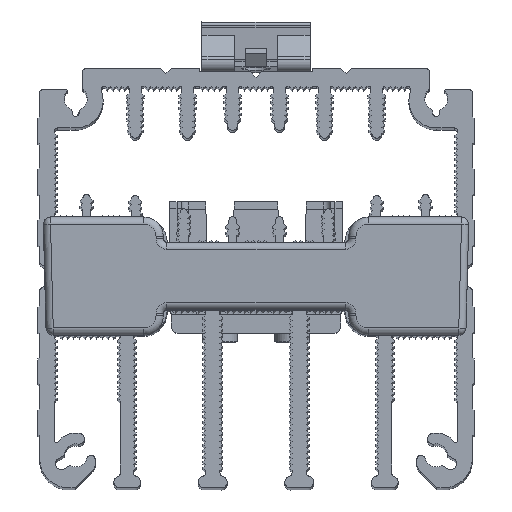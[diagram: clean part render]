
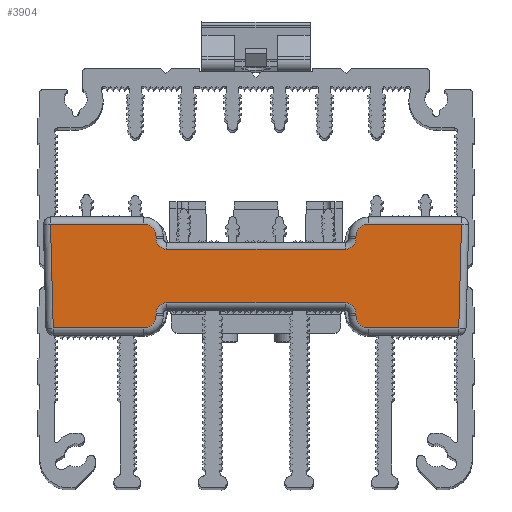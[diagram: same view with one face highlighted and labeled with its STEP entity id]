
A CAD part, top view. The second image highlights one B-rep face of the part: STEP entity #3904.
In plain terms, the highlighted planar face has unit normal (0, 0, 1).
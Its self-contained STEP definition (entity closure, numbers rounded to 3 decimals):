
#2032=DIRECTION('',(0.,1.,0.));
#2033=VECTOR('',#2032,0.299);
#2034=CARTESIAN_POINT('',(765.597,234.855,117.5));
#2035=LINE('',#2034,#2033);
#2067=DIRECTION('',(-1.,0.,0.));
#2068=VECTOR('',#2067,24.724);
#2069=CARTESIAN_POINT('',(764.097,236.654,117.5));
#2070=LINE('',#2069,#2068);
#2102=DIRECTION('',(0.,-1.,0.));
#2103=VECTOR('',#2102,0.299);
#2104=CARTESIAN_POINT('',(737.873,235.154,117.5));
#2105=LINE('',#2104,#2103);
#2433=DIRECTION('',(0.,1.,0.));
#2434=VECTOR('',#2433,0.299);
#2435=CARTESIAN_POINT('',(737.873,245.554,117.5));
#2436=LINE('',#2435,#2434);
#2437=CARTESIAN_POINT('',(739.373,245.554,117.5));
#2438=DIRECTION('',(0.,0.,-1.));
#2439=DIRECTION('',(0.,-1.,0.));
#2440=AXIS2_PLACEMENT_3D('',#2437,#2438,#2439);
#2442=CARTESIAN_POINT('',(764.097,245.554,117.5));
#2443=DIRECTION('',(0.,0.,-1.));
#2444=DIRECTION('',(1.,0.,0.));
#2445=AXIS2_PLACEMENT_3D('',#2442,#2443,#2444);
#2447=DIRECTION('',(0.,-1.,0.));
#2448=VECTOR('',#2447,0.299);
#2449=CARTESIAN_POINT('',(765.597,245.853,117.5));
#2450=LINE('',#2449,#2448);
#2451=CARTESIAN_POINT('',(767.297,245.853,117.5));
#2452=DIRECTION('',(0.,0.,1.));
#2453=DIRECTION('',(0.,1.,0.));
#2454=AXIS2_PLACEMENT_3D('',#2451,#2452,#2453);
#2456=DIRECTION('',(-1.,0.,0.));
#2457=VECTOR('',#2456,12.942);
#2458=CARTESIAN_POINT('',(780.239,247.553,117.5));
#2459=LINE('',#2458,#2457);
#2460=DIRECTION('',(0.026,1.,0.));
#2461=VECTOR('',#2460,14.403);
#2462=CARTESIAN_POINT('',(779.862,233.155,117.5));
#2463=LINE('',#2462,#2461);
#2464=DIRECTION('',(1.,0.,0.));
#2465=VECTOR('',#2464,12.565);
#2466=CARTESIAN_POINT('',(767.297,233.155,117.5));
#2467=LINE('',#2466,#2465);
#2468=CARTESIAN_POINT('',(767.297,234.855,117.5));
#2469=DIRECTION('',(0.,0.,1.));
#2470=DIRECTION('',(-1.,0.,0.));
#2471=AXIS2_PLACEMENT_3D('',#2468,#2469,#2470);
#2473=CARTESIAN_POINT('',(764.097,235.154,117.5));
#2474=DIRECTION('',(0.,0.,-1.));
#2475=DIRECTION('',(0.,1.,0.));
#2476=AXIS2_PLACEMENT_3D('',#2473,#2474,#2475);
#2478=CARTESIAN_POINT('',(739.373,235.154,117.5));
#2479=DIRECTION('',(0.,0.,-1.));
#2480=DIRECTION('',(-1.,0.,0.));
#2481=AXIS2_PLACEMENT_3D('',#2478,#2479,#2480);
#2483=CARTESIAN_POINT('',(736.173,234.855,117.5));
#2484=DIRECTION('',(0.,0.,1.));
#2485=DIRECTION('',(0.,-1.,0.));
#2486=AXIS2_PLACEMENT_3D('',#2483,#2484,#2485);
#2488=DIRECTION('',(1.,0.,0.));
#2489=VECTOR('',#2488,12.565);
#2490=CARTESIAN_POINT('',(723.608,233.155,117.5));
#2491=LINE('',#2490,#2489);
#2492=DIRECTION('',(0.026,-1.,0.));
#2493=VECTOR('',#2492,14.403);
#2494=CARTESIAN_POINT('',(723.231,247.553,117.5));
#2495=LINE('',#2494,#2493);
#2496=DIRECTION('',(-1.,0.,0.));
#2497=VECTOR('',#2496,12.942);
#2498=CARTESIAN_POINT('',(736.173,247.553,117.5));
#2499=LINE('',#2498,#2497);
#2500=CARTESIAN_POINT('',(736.173,245.853,117.5));
#2501=DIRECTION('',(0.,0.,1.));
#2502=DIRECTION('',(1.,0.,0.));
#2503=AXIS2_PLACEMENT_3D('',#2500,#2501,#2502);
#2594=DIRECTION('',(1.,0.,0.));
#2595=VECTOR('',#2594,24.724);
#2596=CARTESIAN_POINT('',(739.373,244.054,117.5));
#2597=LINE('',#2596,#2595);
#2772=CARTESIAN_POINT('',(723.231,247.553,117.5));
#2773=CARTESIAN_POINT('',(723.608,233.155,117.5));
#2774=VERTEX_POINT('',#2772);
#2775=VERTEX_POINT('',#2773);
#2776=CARTESIAN_POINT('',(779.862,233.155,117.5));
#2777=CARTESIAN_POINT('',(780.239,247.553,117.5));
#2778=VERTEX_POINT('',#2776);
#2779=VERTEX_POINT('',#2777);
#2924=CARTESIAN_POINT('',(767.297,233.155,117.5));
#2925=VERTEX_POINT('',#2924);
#2926=CARTESIAN_POINT('',(765.597,234.855,117.5));
#2927=VERTEX_POINT('',#2926);
#2928=CARTESIAN_POINT('',(765.597,235.154,117.5));
#2929=VERTEX_POINT('',#2928);
#2930=CARTESIAN_POINT('',(764.097,236.654,117.5));
#2931=VERTEX_POINT('',#2930);
#2932=CARTESIAN_POINT('',(739.373,236.654,117.5));
#2933=VERTEX_POINT('',#2932);
#2934=CARTESIAN_POINT('',(737.873,235.154,117.5));
#2935=VERTEX_POINT('',#2934);
#2936=CARTESIAN_POINT('',(737.873,234.855,117.5));
#2937=VERTEX_POINT('',#2936);
#2938=CARTESIAN_POINT('',(736.173,233.155,117.5));
#2939=VERTEX_POINT('',#2938);
#2940=CARTESIAN_POINT('',(736.173,247.553,117.5));
#2941=VERTEX_POINT('',#2940);
#2942=CARTESIAN_POINT('',(737.873,245.853,117.5));
#2943=VERTEX_POINT('',#2942);
#2944=CARTESIAN_POINT('',(737.873,245.554,117.5));
#2945=VERTEX_POINT('',#2944);
#2946=CARTESIAN_POINT('',(739.373,244.054,117.5));
#2947=VERTEX_POINT('',#2946);
#2948=CARTESIAN_POINT('',(764.097,244.054,117.5));
#2949=VERTEX_POINT('',#2948);
#2950=CARTESIAN_POINT('',(765.597,245.554,117.5));
#2951=VERTEX_POINT('',#2950);
#2952=CARTESIAN_POINT('',(765.597,245.853,117.5));
#2953=VERTEX_POINT('',#2952);
#2954=CARTESIAN_POINT('',(767.297,247.553,117.5));
#2955=VERTEX_POINT('',#2954);
#3867=CARTESIAN_POINT('',(722.661,233.011,117.5));
#3868=DIRECTION('',(0.,0.,1.));
#3869=DIRECTION('',(1.,0.,0.));
#3870=AXIS2_PLACEMENT_3D('',#3867,#3868,#3869);
#3871=PLANE('',#3870);
#3873=ORIENTED_EDGE('',*,*,#3872,.F.);
#3875=ORIENTED_EDGE('',*,*,#3874,.F.);
#3877=ORIENTED_EDGE('',*,*,#3876,.T.);
#3879=ORIENTED_EDGE('',*,*,#3878,.F.);
#3881=ORIENTED_EDGE('',*,*,#3880,.F.);
#3883=ORIENTED_EDGE('',*,*,#3882,.F.);
#3885=ORIENTED_EDGE('',*,*,#3884,.F.);
#3886=ORIENTED_EDGE('',*,*,#3851,.F.);
#3887=ORIENTED_EDGE('',*,*,#3259,.F.);
#3888=ORIENTED_EDGE('',*,*,#3277,.F.);
#3889=ORIENTED_EDGE('',*,*,#3318,.T.);
#3890=ORIENTED_EDGE('',*,*,#3333,.F.);
#3891=ORIENTED_EDGE('',*,*,#3374,.T.);
#3892=ORIENTED_EDGE('',*,*,#3389,.F.);
#3893=ORIENTED_EDGE('',*,*,#3430,.T.);
#3894=ORIENTED_EDGE('',*,*,#3445,.F.);
#3895=ORIENTED_EDGE('',*,*,#3486,.F.);
#3897=ORIENTED_EDGE('',*,*,#3896,.F.);
#3899=ORIENTED_EDGE('',*,*,#3898,.F.);
#3901=ORIENTED_EDGE('',*,*,#3900,.F.);
#3902=EDGE_LOOP('',(#3873,#3875,#3877,#3879,#3881,#3883,#3885,#3886,#3887,#3888,
#3889,#3890,#3891,#3892,#3893,#3894,#3895,#3897,#3899,#3901));
#3903=FACE_OUTER_BOUND('',#3902,.F.);
#3904=ADVANCED_FACE('',(#3903),#3871,.T.);
#2441=CIRCLE('',#2440,1.5);
#2446=CIRCLE('',#2445,1.5);
#2455=CIRCLE('',#2454,1.7);
#2472=CIRCLE('',#2471,1.7);
#2477=CIRCLE('',#2476,1.5);
#2482=CIRCLE('',#2481,1.5);
#2487=CIRCLE('',#2486,1.7);
#2504=CIRCLE('',#2503,1.7);
#3259=EDGE_CURVE('',#2925,#2778,#2467,.T.);
#3277=EDGE_CURVE('',#2927,#2925,#2472,.T.);
#3318=EDGE_CURVE('',#2927,#2929,#2035,.T.);
#3333=EDGE_CURVE('',#2931,#2929,#2477,.T.);
#3374=EDGE_CURVE('',#2931,#2933,#2070,.T.);
#3389=EDGE_CURVE('',#2935,#2933,#2482,.T.);
#3430=EDGE_CURVE('',#2935,#2937,#2105,.T.);
#3445=EDGE_CURVE('',#2939,#2937,#2487,.T.);
#3486=EDGE_CURVE('',#2775,#2939,#2491,.T.);
#3851=EDGE_CURVE('',#2778,#2779,#2463,.T.);
#3872=EDGE_CURVE('',#2945,#2943,#2436,.T.);
#3874=EDGE_CURVE('',#2947,#2945,#2441,.T.);
#3876=EDGE_CURVE('',#2947,#2949,#2597,.T.);
#3878=EDGE_CURVE('',#2951,#2949,#2446,.T.);
#3880=EDGE_CURVE('',#2953,#2951,#2450,.T.);
#3882=EDGE_CURVE('',#2955,#2953,#2455,.T.);
#3884=EDGE_CURVE('',#2779,#2955,#2459,.T.);
#3896=EDGE_CURVE('',#2774,#2775,#2495,.T.);
#3898=EDGE_CURVE('',#2941,#2774,#2499,.T.);
#3900=EDGE_CURVE('',#2943,#2941,#2504,.T.);
